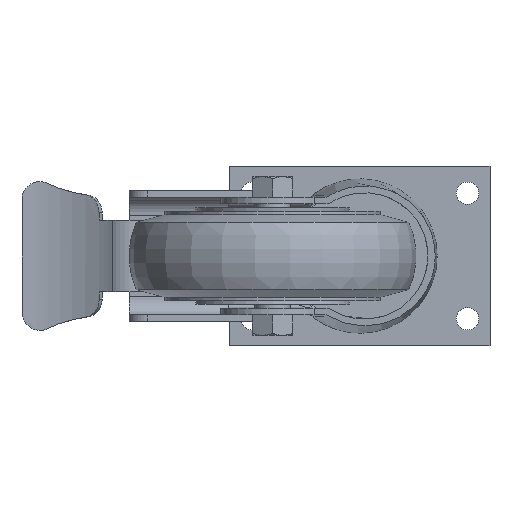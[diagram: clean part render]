
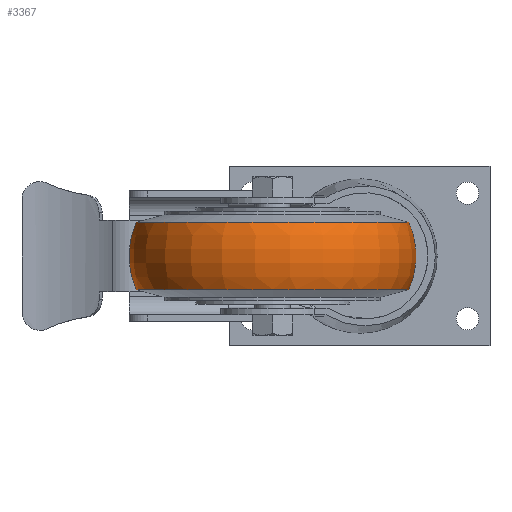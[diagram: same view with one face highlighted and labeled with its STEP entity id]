
A CAD part, front view. The second image highlights one B-rep face of the part: STEP entity #3367.
In plain terms, the highlighted toroidal (fillet/blend) face has major radius 21.735 mm and minor radius 29.065 mm.
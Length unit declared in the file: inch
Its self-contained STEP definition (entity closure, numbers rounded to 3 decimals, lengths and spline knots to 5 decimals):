
#53 = CIRCLE ( 'NONE', #1958, 1.9 ) ;
#177 = CIRCLE ( 'NONE', #1827, 1.14428 ) ;
#219 = CIRCLE ( 'NONE', #1726, 1.14428 ) ;
#292 = CARTESIAN_POINT ( 'NONE',  ( 0.6815, -3.125, -0.46782 ) ) ;
#310 = CARTESIAN_POINT ( 'NONE',  ( -3.1185, -3.125, -0.46782 ) ) ;
#339 = CARTESIAN_POINT ( 'NONE',  ( -3.1185, -3.125, 0.46782 ) ) ;
#341 = CARTESIAN_POINT ( 'NONE',  ( 0.6815, -3.125, 0.46782 ) ) ;
#401 = VERTEX_POINT ( 'NONE', #341 ) ;
#403 = VERTEX_POINT ( 'NONE', #339 ) ;
#431 = VERTEX_POINT ( 'NONE', #310 ) ;
#449 = VERTEX_POINT ( 'NONE', #292 ) ;
#633 = TOROIDAL_SURFACE ( 'NONE', #4452, 0.85572, 1.14428 ) ;
#637 = FACE_OUTER_BOUND ( 'NONE', #2759, .T. ) ;
#726 = CIRCLE ( 'NONE', #1872, 1.9 ) ;
#1101 = ORIENTED_EDGE ( 'NONE', *, *, #1859, .F. ) ;
#1141 = ORIENTED_EDGE ( 'NONE', *, *, #2052, .T. ) ;
#1174 = ORIENTED_EDGE ( 'NONE', *, *, #2098, .F. ) ;
#1241 = ORIENTED_EDGE ( 'NONE', *, *, #1906, .T. ) ;
#1726 = AXIS2_PLACEMENT_3D ( 'NONE', #4925, #4920, #4919 ) ;
#1827 = AXIS2_PLACEMENT_3D ( 'NONE', #4798, #4789, #4788 ) ;
#1859 = EDGE_CURVE ( 'NONE', #401, #449, #219, .T. ) ;
#1872 = AXIS2_PLACEMENT_3D ( 'NONE', #3884, #3973, #3972 ) ;
#1906 = EDGE_CURVE ( 'NONE', #403, #431, #177, .T. ) ;
#1958 = AXIS2_PLACEMENT_3D ( 'NONE', #4238, #4233, #4240 ) ;
#2052 = EDGE_CURVE ( 'NONE', #401, #403, #53, .T. ) ;
#2098 = EDGE_CURVE ( 'NONE', #449, #431, #726, .T. ) ;
#2656 = DIRECTION ( 'NONE',  ( -1., 0., 0. ) ) ;
#2662 = DIRECTION ( 'NONE',  ( 0., 0., -1. ) ) ;
#2666 = CARTESIAN_POINT ( 'NONE',  ( -1.2185, -3.125, 0. ) ) ;
#2759 = EDGE_LOOP ( 'NONE', ( #1101, #1141, #1241, #1174 ) ) ;
#3367 = ADVANCED_FACE ( 'NONE', ( #637 ), #633, .T. ) ;
#3884 = CARTESIAN_POINT ( 'NONE',  ( -1.2185, -3.125, -0.46782 ) ) ;
#3972 = DIRECTION ( 'NONE',  ( -1., 0., 0. ) ) ;
#3973 = DIRECTION ( 'NONE',  ( 0., 0., -1. ) ) ;
#4233 = DIRECTION ( 'NONE',  ( 0., 0., -1. ) ) ;
#4238 = CARTESIAN_POINT ( 'NONE',  ( -1.2185, -3.125, 0.46782 ) ) ;
#4240 = DIRECTION ( 'NONE',  ( -1., 0., 0. ) ) ;
#4452 = AXIS2_PLACEMENT_3D ( 'NONE', #2666, #2662, #2656 ) ;
#4788 = DIRECTION ( 'NONE',  ( 0., 0., -1. ) ) ;
#4789 = DIRECTION ( 'NONE',  ( 0., -1., 0. ) ) ;
#4798 = CARTESIAN_POINT ( 'NONE',  ( -2.07422, -3.125, 0. ) ) ;
#4919 = DIRECTION ( 'NONE',  ( -1., 0., 0. ) ) ;
#4920 = DIRECTION ( 'NONE',  ( 0., 1., 0. ) ) ;
#4925 = CARTESIAN_POINT ( 'NONE',  ( -0.36278, -3.125, 0. ) ) ;
